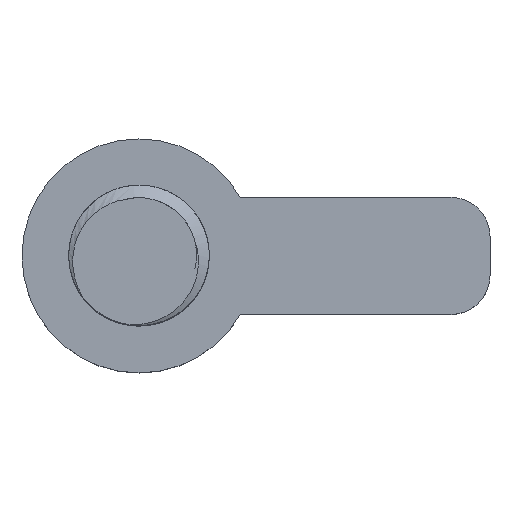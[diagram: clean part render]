
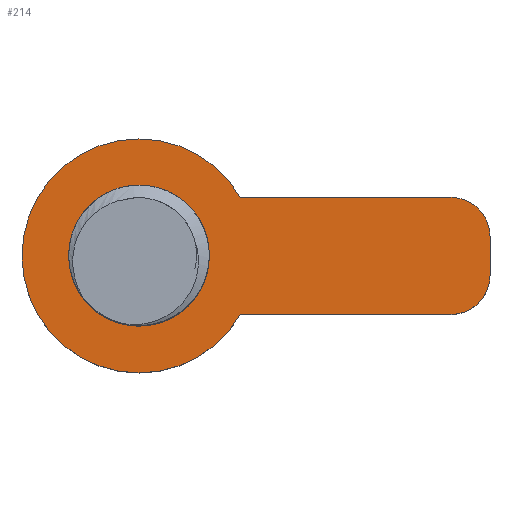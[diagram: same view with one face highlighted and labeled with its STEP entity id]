
A CAD part, top view. The second image highlights one B-rep face of the part: STEP entity #214.
In plain terms, the highlighted planar face has unit normal (0, 0, 1).
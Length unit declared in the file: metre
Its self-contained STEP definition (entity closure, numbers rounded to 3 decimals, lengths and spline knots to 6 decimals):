
#16=LINE('',#776,#28);
#20=LINE('',#788,#32);
#24=LINE('',#800,#36);
#28=VECTOR('',#274,1.);
#32=VECTOR('',#286,1.);
#36=VECTOR('',#298,1.);
#40=B_SPLINE_CURVE_WITH_KNOTS('',3,(#804,#805,#806,#807,#808,#809),
 .UNSPECIFIED.,.F.,.F.,(4,1,1,4),(0.,0.004032,
0.006048,0.008064),.UNSPECIFIED.);
#41=B_SPLINE_CURVE_WITH_KNOTS('',3,(#813,#814,#815,#816,#817,#818),
 .UNSPECIFIED.,.F.,.F.,(4,1,1,4),(0.,0.002012,
0.004024,0.008047),.UNSPECIFIED.);
#47=PLANE('',#249);
#90=ORIENTED_EDGE('',*,*,#112,.F.);
#91=ORIENTED_EDGE('',*,*,#137,.F.);
#92=ORIENTED_EDGE('',*,*,#138,.F.);
#93=ORIENTED_EDGE('',*,*,#139,.F.);
#94=ORIENTED_EDGE('',*,*,#119,.F.);
#95=ORIENTED_EDGE('',*,*,#135,.F.);
#96=ORIENTED_EDGE('',*,*,#132,.F.);
#97=ORIENTED_EDGE('',*,*,#129,.F.);
#98=ORIENTED_EDGE('',*,*,#126,.F.);
#99=ORIENTED_EDGE('',*,*,#123,.T.);
#112=EDGE_CURVE('',#142,#143,#162,.T.);
#119=EDGE_CURVE('',#148,#149,#165,.T.);
#123=EDGE_CURVE('',#152,#149,#16,.T.);
#126=EDGE_CURVE('',#152,#154,#167,.T.);
#129=EDGE_CURVE('',#154,#156,#20,.T.);
#132=EDGE_CURVE('',#156,#158,#169,.T.);
#135=EDGE_CURVE('',#158,#148,#24,.T.);
#137=EDGE_CURVE('',#160,#142,#40,.T.);
#138=EDGE_CURVE('',#161,#160,#171,.T.);
#139=EDGE_CURVE('',#143,#161,#41,.T.);
#142=VERTEX_POINT('',#311);
#143=VERTEX_POINT('',#312);
#148=VERTEX_POINT('',#768);
#149=VERTEX_POINT('',#769);
#152=VERTEX_POINT('',#777);
#154=VERTEX_POINT('',#783);
#156=VERTEX_POINT('',#789);
#158=VERTEX_POINT('',#795);
#160=VERTEX_POINT('',#810);
#161=VERTEX_POINT('',#812);
#162=CIRCLE('',#232,0.0045);
#165=CIRCLE('',#237,0.0075);
#167=CIRCLE('',#241,0.0025);
#169=CIRCLE('',#245,0.0025);
#171=CIRCLE('',#250,0.003688);
#181=EDGE_LOOP('',(#90,#91,#92,#93));
#182=EDGE_LOOP('',(#94,#95,#96,#97,#98,#99));
#195=FACE_BOUND('',#181,.T.);
#196=FACE_BOUND('',#182,.T.);
#214=ADVANCED_FACE('',(#195,#196),#47,.F.);
#232=AXIS2_PLACEMENT_3D('',#310,#256,#257);
#237=AXIS2_PLACEMENT_3D('',#767,#266,#267);
#241=AXIS2_PLACEMENT_3D('',#782,#279,#280);
#245=AXIS2_PLACEMENT_3D('',#794,#291,#292);
#249=AXIS2_PLACEMENT_3D('',#803,#302,#303);
#250=AXIS2_PLACEMENT_3D('',#811,#304,#305);
#256=DIRECTION('',(0.,0.,1.));
#257=DIRECTION('',(1.,0.,0.));
#266=DIRECTION('',(0.,0.,-1.));
#267=DIRECTION('',(-1.,0.,0.));
#274=DIRECTION('',(-1.,0.,0.));
#279=DIRECTION('',(0.,0.,-1.));
#280=DIRECTION('',(-1.,0.,0.));
#286=DIRECTION('',(0.,-1.,0.));
#291=DIRECTION('',(0.,0.,-1.));
#292=DIRECTION('',(-1.,0.,0.));
#298=DIRECTION('',(-1.,0.,0.));
#302=DIRECTION('',(0.,0.,-1.));
#303=DIRECTION('',(1.,0.,0.));
#304=DIRECTION('',(0.,0.,1.));
#305=DIRECTION('',(-1.,0.,0.));
#310=CARTESIAN_POINT('',(0.,0.,0.));
#311=CARTESIAN_POINT('',(0.004144,-0.001754,0.));
#312=CARTESIAN_POINT('',(0.004152,0.001735,0.));
#767=CARTESIAN_POINT('',(0.,0.,0.));
#768=CARTESIAN_POINT('',(0.006495,-0.00375,0.));
#769=CARTESIAN_POINT('',(0.006495,0.00375,0.));
#776=CARTESIAN_POINT('',(0.013248,0.00375,0.));
#777=CARTESIAN_POINT('',(0.02,0.00375,0.));
#782=CARTESIAN_POINT('',(0.02,0.00125,0.));
#783=CARTESIAN_POINT('',(0.0225,0.00125,0.));
#788=CARTESIAN_POINT('',(0.0225,0.,0.));
#789=CARTESIAN_POINT('',(0.0225,-0.00125,0.));
#794=CARTESIAN_POINT('',(0.02,-0.00125,0.));
#795=CARTESIAN_POINT('',(0.02,-0.00375,0.));
#800=CARTESIAN_POINT('',(0.013248,-0.00375,0.));
#803=CARTESIAN_POINT('',(0.,0.,0.));
#804=CARTESIAN_POINT('',(-0.002632,-0.002583,0.));
#805=CARTESIAN_POINT('',(-0.001794,-0.003653,0.));
#806=CARTESIAN_POINT('',(0.000347,-0.004443,0.));
#807=CARTESIAN_POINT('',(0.002908,-0.003378,0.));
#808=CARTESIAN_POINT('',(0.003822,-0.002351,0.));
#809=CARTESIAN_POINT('',(0.004144,-0.001754,0.));
#810=CARTESIAN_POINT('',(-0.002632,-0.002583,0.));
#811=CARTESIAN_POINT('',(0.,0.,0.));
#812=CARTESIAN_POINT('',(-0.002628,0.002587,0.));
#813=CARTESIAN_POINT('',(0.004152,0.001735,0.));
#814=CARTESIAN_POINT('',(0.003831,0.002334,0.));
#815=CARTESIAN_POINT('',(0.002925,0.003368,0.));
#816=CARTESIAN_POINT('',(0.000369,0.004441,0.));
#817=CARTESIAN_POINT('',(-0.001789,0.003663,0.));
#818=CARTESIAN_POINT('',(-0.002628,0.002587,0.));
